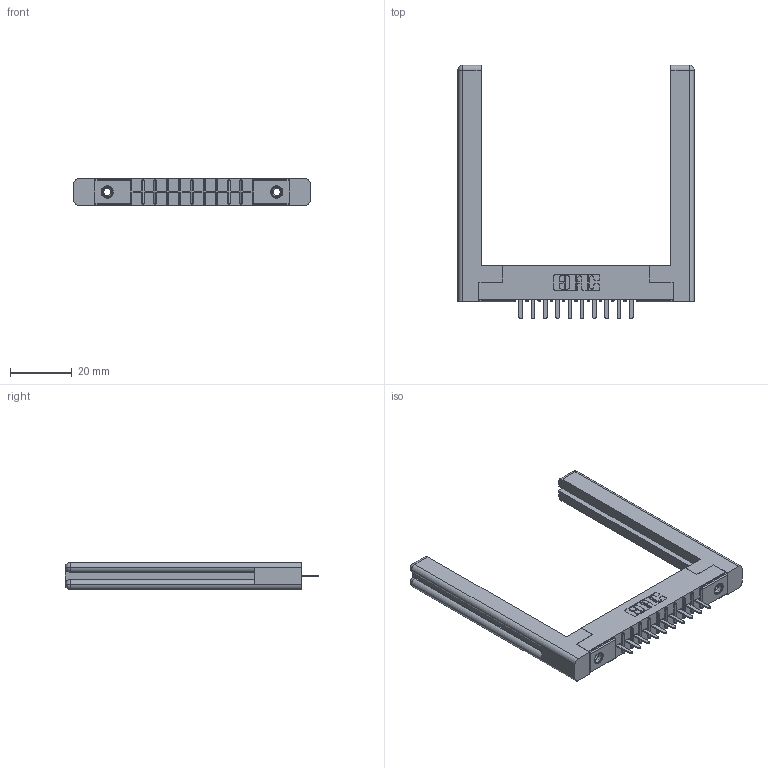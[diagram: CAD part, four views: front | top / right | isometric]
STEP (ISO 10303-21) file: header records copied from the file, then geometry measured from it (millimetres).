
FILE_DESCRIPTION (( 'STEP AP203' ), '1' );
FILE_NAME ('306-010-520-158.STEP', '2019-09-11T19:18:28', ( '' ), ( '' ), 'SwSTEP 2.0', 'SolidWorks 2016', '' );
FILE_SCHEMA (( 'CONFIG_CONTROL_DESIGN' ));
Length unit declared in the file: inch
Products named in the file (5): 306 Part_.156 Dia; 306-290-001_120; 345-250-001_345-250-001-102; 307-220-058; 306-010-520-158
Assembly tree (15 placements, depth 2):
  306-010-520-158
    306 Part_.156 Dia
    306-290-001_120  x10
    345-250-001_345-250-001-102  x2
    307-220-058  x2
Bounding box: 76.25 x 81.76 x 8.71 mm (x, y, z)
Volume: 12805.5 mm3; surface area: 12551.4 mm2
Topology: 15 solids, 15 shells, 958 faces, 2640 edges, 1692 vertices
Faces by surface type: plane 622, cylinder 272, sphere 40, cone 12, torus 12
Entity records: 16060 total; most frequent: CARTESIAN_POINT 2700, DIRECTION 2621, ORIENTED_EDGE 2614, EDGE_CURVE 1307, LINE 999, VECTOR 999, VERTEX_POINT 836, AXIS2_PLACEMENT_3D 811
